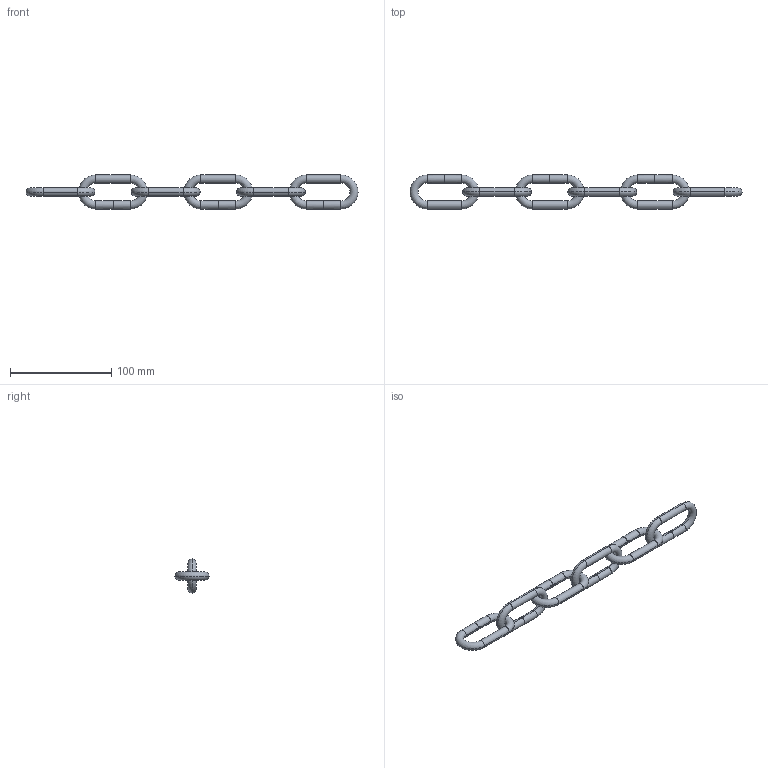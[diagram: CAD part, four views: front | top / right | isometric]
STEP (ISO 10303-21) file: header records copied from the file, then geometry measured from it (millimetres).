
FILE_DESCRIPTION (( 'STEP AP203' ), '1' );
FILE_NAME ('101200008.STEP', '2018-03-15T09:13:55', ( '' ), ( '' ), 'SwSTEP 2.0', 'SolidWorks 2015', '' );
FILE_SCHEMA (( 'CONFIG_CONTROL_DESIGN' ));
Length unit declared in the file: millimetre
Products named in the file (2): 101100004 Teil1_101200008; 101200008
Assembly tree (6 placements, depth 2):
  101200008
    101100004 Teil1_101200008  x6
Bounding box: 328 x 33.6 x 33.6 mm (x, y, z)
Volume: 45004.5 mm3; surface area: 22526.7 mm2
Topology: 6 solids, 6 shells, 1386 faces, 3750 edges, 2424 vertices
Faces by surface type: bspline 696, plane 432, cylinder 234, torus 24
Entity records: 12727 total; most frequent: CARTESIAN_POINT 7381, ORIENTED_EDGE 1250, DIRECTION 693, EDGE_CURVE 625, VERTEX_POINT 404, VECTOR 281, LINE 281, B_SPLINE_CURVE_WITH_KNOTS 252
